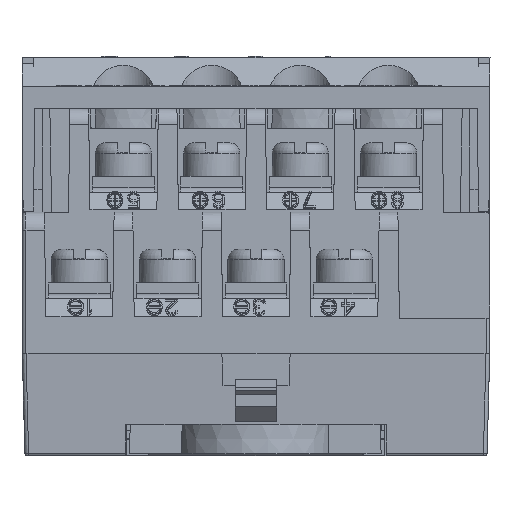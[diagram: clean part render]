
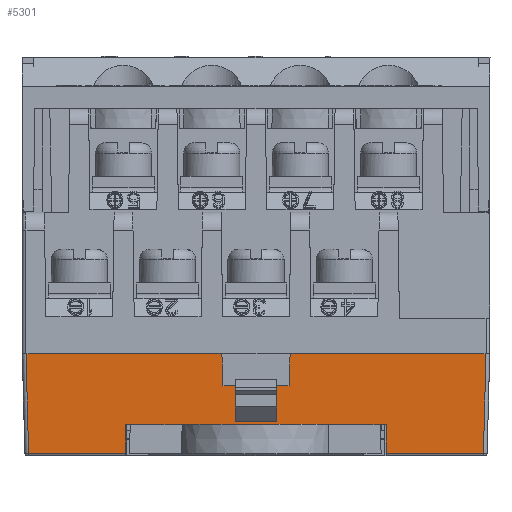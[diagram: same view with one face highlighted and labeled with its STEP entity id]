
A CAD part, front view. The second image highlights one B-rep face of the part: STEP entity #5301.
In plain terms, the highlighted planar face has unit normal (0, -1, -0.026).
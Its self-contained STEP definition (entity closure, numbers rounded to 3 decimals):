
#532=ELLIPSE('',#87885,675.567,13.182);
#533=ELLIPSE('',#87886,675.567,13.182);
#1120=FACE_OUTER_BOUND('',#14707,.T.);
#5301=ADVANCED_FACE('',(#1120),#9676,.T.);
#9676=PLANE('',#87887);
#14707=EDGE_LOOP('',(#22870,#22871,#22872,#22873,#22874,#22875,#22876,#22877,
#22878,#22879,#22880,#22881,#22882,#22883,#22884,#22885,#22886,#22887,#22888,
#22889,#22890,#22891,#22892,#22893));
#22870=ORIENTED_EDGE('',*,*,#55107,.F.);
#22871=ORIENTED_EDGE('',*,*,#55108,.F.);
#22872=ORIENTED_EDGE('',*,*,#55109,.F.);
#22873=ORIENTED_EDGE('',*,*,#55110,.T.);
#22874=ORIENTED_EDGE('',*,*,#55051,.F.);
#22875=ORIENTED_EDGE('',*,*,#55111,.F.);
#22876=ORIENTED_EDGE('',*,*,#55047,.T.);
#22877=ORIENTED_EDGE('',*,*,#55045,.F.);
#22878=ORIENTED_EDGE('',*,*,#55043,.T.);
#22879=ORIENTED_EDGE('',*,*,#55042,.F.);
#22880=ORIENTED_EDGE('',*,*,#55039,.F.);
#22881=ORIENTED_EDGE('',*,*,#55060,.F.);
#22882=ORIENTED_EDGE('',*,*,#55057,.F.);
#22883=ORIENTED_EDGE('',*,*,#55112,.F.);
#22884=ORIENTED_EDGE('',*,*,#55053,.F.);
#22885=ORIENTED_EDGE('',*,*,#55099,.T.);
#22886=ORIENTED_EDGE('',*,*,#52943,.T.);
#22887=ORIENTED_EDGE('',*,*,#52962,.F.);
#22888=ORIENTED_EDGE('',*,*,#55113,.F.);
#22889=ORIENTED_EDGE('',*,*,#55114,.F.);
#22890=ORIENTED_EDGE('',*,*,#55115,.T.);
#22891=ORIENTED_EDGE('',*,*,#52965,.F.);
#22892=ORIENTED_EDGE('',*,*,#55116,.T.);
#22893=ORIENTED_EDGE('',*,*,#55117,.F.);
#44675=VERTEX_POINT('',#114754);
#44676=VERTEX_POINT('',#114756);
#44693=VERTEX_POINT('',#114794);
#44696=VERTEX_POINT('',#114801);
#44697=VERTEX_POINT('',#114803);
#46256=VERTEX_POINT('',#118869);
#46257=VERTEX_POINT('',#118871);
#46258=VERTEX_POINT('',#118875);
#46259=VERTEX_POINT('',#118879);
#46260=VERTEX_POINT('',#118883);
#46261=VERTEX_POINT('',#118887);
#46264=VERTEX_POINT('',#118909);
#46265=VERTEX_POINT('',#118911);
#46266=VERTEX_POINT('',#118918);
#46267=VERTEX_POINT('',#118919);
#46270=VERTEX_POINT('',#118945);
#46271=VERTEX_POINT('',#118946);
#46305=VERTEX_POINT('',#119135);
#46306=VERTEX_POINT('',#119136);
#46307=VERTEX_POINT('',#119138);
#46308=VERTEX_POINT('',#119140);
#46309=VERTEX_POINT('',#119145);
#46310=VERTEX_POINT('',#119147);
#46311=VERTEX_POINT('',#119150);
#52943=EDGE_CURVE('',#44676,#44675,#65278,.T.);
#52962=EDGE_CURVE('',#44693,#44675,#65295,.T.);
#52965=EDGE_CURVE('',#44696,#44697,#65298,.T.);
#55039=EDGE_CURVE('',#46256,#46257,#67216,.T.);
#55042=EDGE_CURVE('',#46257,#46258,#67219,.T.);
#55043=EDGE_CURVE('',#46259,#46258,#67220,.T.);
#55045=EDGE_CURVE('',#46259,#46260,#67222,.T.);
#55047=EDGE_CURVE('',#46261,#46260,#67224,.T.);
#55051=EDGE_CURVE('',#46264,#46265,#67227,.T.);
#55053=EDGE_CURVE('',#46266,#46267,#67228,.T.);
#55057=EDGE_CURVE('',#46270,#46271,#67230,.T.);
#55060=EDGE_CURVE('',#46271,#46256,#67233,.T.);
#55099=EDGE_CURVE('',#46266,#44676,#67254,.T.);
#55107=EDGE_CURVE('',#46305,#46306,#532,.T.);
#55108=EDGE_CURVE('',#46307,#46305,#67262,.T.);
#55109=EDGE_CURVE('',#46308,#46307,#67263,.T.);
#55110=EDGE_CURVE('',#46308,#46265,#67264,.T.);
#55111=EDGE_CURVE('',#46261,#46264,#67265,.T.);
#55112=EDGE_CURVE('',#46267,#46270,#67266,.T.);
#55113=EDGE_CURVE('',#46309,#44693,#533,.T.);
#55114=EDGE_CURVE('',#46310,#46309,#67267,.T.);
#55115=EDGE_CURVE('',#46310,#44697,#67268,.T.);
#55116=EDGE_CURVE('',#44696,#46311,#67269,.T.);
#55117=EDGE_CURVE('',#46306,#46311,#67270,.T.);
#65278=LINE('',#114755,#76363);
#65295=LINE('',#114795,#76380);
#65298=LINE('',#114802,#76383);
#67216=LINE('',#118870,#78301);
#67219=LINE('',#118876,#78304);
#67220=LINE('',#118878,#78305);
#67222=LINE('',#118882,#78307);
#67224=LINE('',#118886,#78309);
#67227=LINE('',#118910,#78312);
#67228=LINE('',#118917,#78313);
#67230=LINE('',#118944,#78315);
#67233=LINE('',#118950,#78318);
#67254=LINE('',#119118,#78339);
#67262=LINE('',#119137,#78347);
#67263=LINE('',#119139,#78348);
#67264=LINE('',#119141,#78349);
#67265=LINE('',#119142,#78350);
#67266=LINE('',#119143,#78351);
#67267=LINE('',#119146,#78352);
#67268=LINE('',#119148,#78353);
#67269=LINE('',#119149,#78354);
#67270=LINE('',#119151,#78355);
#76363=VECTOR('',#92768,1.);
#76380=VECTOR('',#92795,1.);
#76383=VECTOR('',#92800,1.);
#78301=VECTOR('',#95898,1.);
#78304=VECTOR('',#95903,1.);
#78305=VECTOR('',#95906,1.);
#78307=VECTOR('',#95910,1.);
#78309=VECTOR('',#95914,1.);
#78312=VECTOR('',#95919,1.);
#78313=VECTOR('',#95922,1.);
#78315=VECTOR('',#95926,1.);
#78318=VECTOR('',#95931,1.);
#78339=VECTOR('',#96000,1.);
#78347=VECTOR('',#96014,1.);
#78348=VECTOR('',#96015,1.);
#78349=VECTOR('',#96016,1.);
#78350=VECTOR('',#96017,1.);
#78351=VECTOR('',#96018,1.);
#78352=VECTOR('',#96021,1.);
#78353=VECTOR('',#96022,1.);
#78354=VECTOR('',#96023,1.);
#78355=VECTOR('',#96024,1.);
#87885=AXIS2_PLACEMENT_3D('',#119134,#96012,#96013);
#87886=AXIS2_PLACEMENT_3D('',#119144,#96019,#96020);
#87887=AXIS2_PLACEMENT_3D('',#119152,#96025,#96026);
#92768=DIRECTION('',(0.,-0.026,1.));
#92795=DIRECTION('',(-1.,0.,0.));
#92800=DIRECTION('',(-1.,0.,0.));
#95898=DIRECTION('',(0.,0.026,-1.));
#95903=DIRECTION('',(1.,0.,0.));
#95906=DIRECTION('',(0.,0.026,-1.));
#95910=DIRECTION('',(1.,0.,0.));
#95914=DIRECTION('',(-0.035,0.026,-0.999));
#95919=DIRECTION('',(-0.026,0.026,-0.999));
#95922=DIRECTION('',(-0.026,-0.026,0.999));
#95926=DIRECTION('',(0.035,0.026,-0.999));
#95931=DIRECTION('',(1.,0.,0.));
#96000=DIRECTION('',(1.,0.,0.));
#96012=DIRECTION('',(0.,-1.,-0.026));
#96013=DIRECTION('',(0.,0.026,-1.));
#96014=DIRECTION('',(-1.,0.,0.));
#96015=DIRECTION('',(0.,-0.026,1.));
#96016=DIRECTION('',(1.,0.,0.));
#96017=DIRECTION('',(1.,0.,0.));
#96018=DIRECTION('',(1.,0.,0.));
#96019=DIRECTION('',(0.,-1.,-0.026));
#96020=DIRECTION('',(0.,0.026,-1.));
#96021=DIRECTION('',(-1.,0.,0.));
#96022=DIRECTION('',(0.035,0.026,-0.999));
#96023=DIRECTION('',(0.035,-0.026,0.999));
#96024=DIRECTION('',(-1.,0.,0.));
#96025=DIRECTION('',(0.,-1.,-0.026));
#96026=DIRECTION('',(-1.,0.,0.));
#114754=CARTESIAN_POINT('',(-112.286,-38.668,-6.683));
#114755=CARTESIAN_POINT('',(-112.286,-38.597,-9.403));
#114756=CARTESIAN_POINT('',(-112.286,-38.597,-9.403));
#114794=CARTESIAN_POINT('',(-106.692,-38.668,-6.683));
#114795=CARTESIAN_POINT('',(-87.714,-38.668,-6.683));
#114801=CARTESIAN_POINT('',(-96.073,-38.668,-6.683));
#114802=CARTESIAN_POINT('',(-87.714,-38.668,-6.683));
#114803=CARTESIAN_POINT('',(-104.077,-38.668,-6.683));
#118869=CARTESIAN_POINT('',(-101.96,-38.764,-3.015));
#118870=CARTESIAN_POINT('',(-101.96,-38.764,-3.015));
#118871=CARTESIAN_POINT('',(-101.96,-38.675,-6.432));
#118875=CARTESIAN_POINT('',(-98.04,-38.675,-6.432));
#118876=CARTESIAN_POINT('',(-101.96,-38.675,-6.432));
#118878=CARTESIAN_POINT('',(-98.04,-38.764,-3.015));
#118879=CARTESIAN_POINT('',(-98.04,-38.764,-3.015));
#118882=CARTESIAN_POINT('',(-98.04,-38.764,-3.015));
#118883=CARTESIAN_POINT('',(-96.885,-38.764,-3.015));
#118886=CARTESIAN_POINT('',(-96.779,-38.843,0.));
#118887=CARTESIAN_POINT('',(-96.779,-38.843,0.));
#118909=CARTESIAN_POINT('',(-78.292,-38.843,0.));
#118910=CARTESIAN_POINT('',(-78.292,-38.843,0.));
#118911=CARTESIAN_POINT('',(-78.538,-38.597,-9.403));
#118917=CARTESIAN_POINT('',(-121.462,-38.597,-9.403));
#118918=CARTESIAN_POINT('',(-121.462,-38.597,-9.403));
#118919=CARTESIAN_POINT('',(-121.708,-38.843,0.));
#118944=CARTESIAN_POINT('',(-103.221,-38.843,0.));
#118945=CARTESIAN_POINT('',(-103.221,-38.843,0.));
#118946=CARTESIAN_POINT('',(-103.116,-38.764,-3.015));
#118950=CARTESIAN_POINT('',(-103.116,-38.764,-3.015));
#119118=CARTESIAN_POINT('',(-121.462,-38.597,-9.403));
#119134=CARTESIAN_POINT('',(-100.075,-23.373,-590.771));
#119135=CARTESIAN_POINT('',(-93.458,-38.668,-6.683));
#119136=CARTESIAN_POINT('',(-93.459,-38.669,-6.648));
#119137=CARTESIAN_POINT('',(-87.714,-38.668,-6.683));
#119138=CARTESIAN_POINT('',(-87.714,-38.668,-6.683));
#119139=CARTESIAN_POINT('',(-87.714,-38.597,-9.403));
#119140=CARTESIAN_POINT('',(-87.714,-38.597,-9.403));
#119141=CARTESIAN_POINT('',(-87.714,-38.597,-9.403));
#119142=CARTESIAN_POINT('',(-96.779,-38.843,0.));
#119143=CARTESIAN_POINT('',(-121.708,-38.843,0.));
#119144=CARTESIAN_POINT('',(-100.075,-23.373,-590.771));
#119145=CARTESIAN_POINT('',(-106.691,-38.669,-6.648));
#119146=CARTESIAN_POINT('',(-77.215,-38.669,-6.648));
#119147=CARTESIAN_POINT('',(-104.078,-38.669,-6.648));
#119148=CARTESIAN_POINT('',(-104.277,-38.819,-0.944));
#119149=CARTESIAN_POINT('',(-95.817,-38.86,0.649));
#119150=CARTESIAN_POINT('',(-96.072,-38.669,-6.648));
#119151=CARTESIAN_POINT('',(-77.215,-38.669,-6.648));
#119152=CARTESIAN_POINT('',(-77.215,-38.843,0.));
